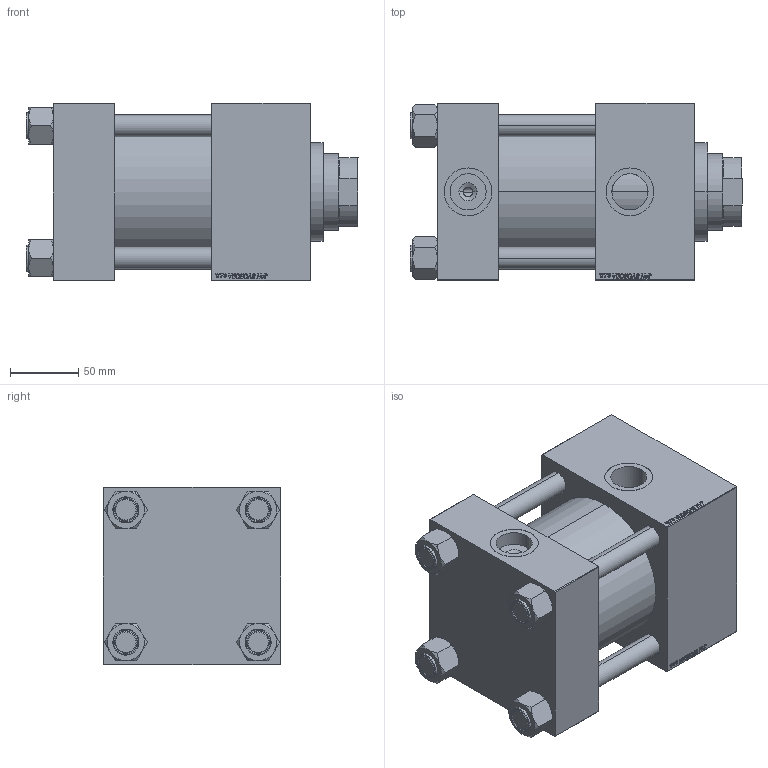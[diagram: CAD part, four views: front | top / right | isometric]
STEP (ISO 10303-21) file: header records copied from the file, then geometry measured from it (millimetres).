
FILE_DESCRIPTION (( 'STEP AP203' ), '1' );
FILE_NAME ('0b9e.STEP', '2024-02-07T06:14:37', ( '' ), ( '' ), 'SwSTEP 2.0', 'SolidWorks 2019', '' );
FILE_SCHEMA (( 'CONFIG_CONTROL_DESIGN' ));
Length unit declared in the file: millimetre
Products named in the file (6): 0b9e; V215CD_VCP_C 174e807bb3887c20f7e5e4a10c1256e0; V215CD_VC_C 174e807bb3887c20f7e5e4a10c1256e0; NUT_M5_V215CD_C 174e807bb3887c20f7e5e4a10c1256e0; V215CD_C_TYCINKA 174e807bb3887c20f7e5e4a10c1256e0; V215CD_Body_C 174e807bb3887c20f7e5e4a10c1256e0
Assembly tree (11 placements, depth 2):
  0b9e
    V215CD_Body_C 174e807bb3887c20f7e5e4a10c1256e0
    V215CD_VC_C 174e807bb3887c20f7e5e4a10c1256e0
    V215CD_VCP_C 174e807bb3887c20f7e5e4a10c1256e0
    V215CD_C_TYCINKA 174e807bb3887c20f7e5e4a10c1256e0  x4
    NUT_M5_V215CD_C 174e807bb3887c20f7e5e4a10c1256e0  x4
Bounding box: 243 x 130 x 130 mm (x, y, z)
Volume: 2475472.2 mm3; surface area: 333370.5 mm2
Topology: 11 solids, 11 shells, 1196 faces, 3034 edges, 1977 vertices
Faces by surface type: plane 574, bspline 392, cone 136, cylinder 86, torus 8
Entity records: 50752 total; most frequent: CARTESIAN_POINT 27262, ORIENTED_EDGE 5332, DIRECTION 3376, EDGE_CURVE 2666, VERTEX_POINT 1755, VECTOR 1614, LINE 1614, EDGE_LOOP 1169
